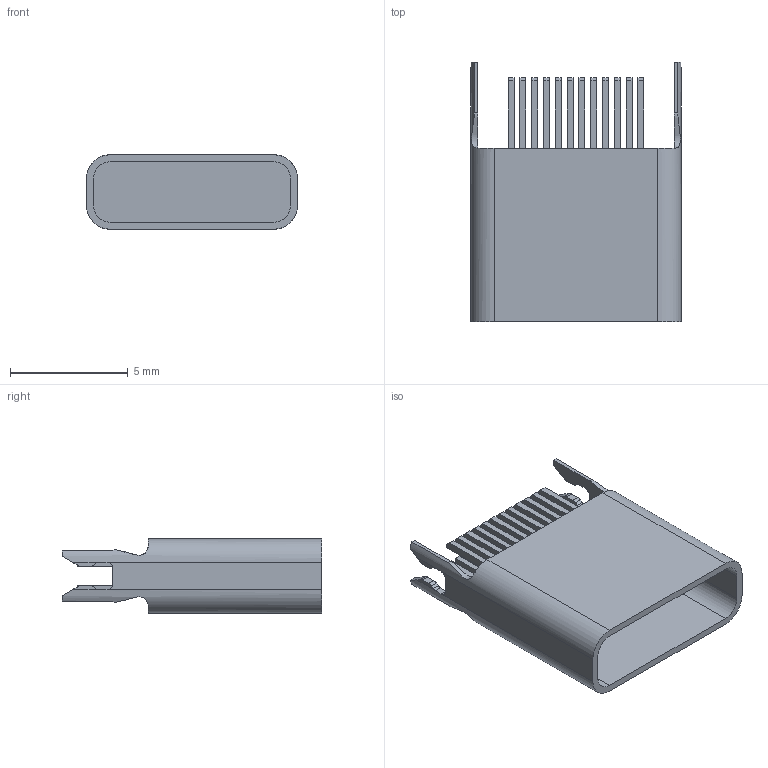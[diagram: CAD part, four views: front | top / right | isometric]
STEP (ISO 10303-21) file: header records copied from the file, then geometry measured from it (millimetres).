
FILE_DESCRIPTION (( 'STEP AP214' ), '1' );
FILE_NAME ('User Library-EB-500-5005.STEP', '2022-04-01T04:01:46', ( '' ), ( '' ), 'SwSTEP 2.0', 'SolidWorks 2021', '' );
FILE_SCHEMA (( 'AUTOMOTIVE_DESIGN' ));
Length unit declared in the file: millimetre
Products named in the file (1): User Library-EB-500-5005
Bounding box: 8.94 x 11 x 3.16 mm (x, y, z)
Volume: 139.7 mm3; surface area: 564.5 mm2
Topology: 26 solids, 26 shells, 247 faces, 576 edges, 380 vertices
Faces by surface type: plane 215, cylinder 28, bspline 4
Entity records: 7285 total; most frequent: CARTESIAN_POINT 1332, ORIENTED_EDGE 1152, DIRECTION 1112, EDGE_CURVE 576, VECTOR 504, LINE 504, VERTEX_POINT 380, AXIS2_PLACEMENT_3D 304
